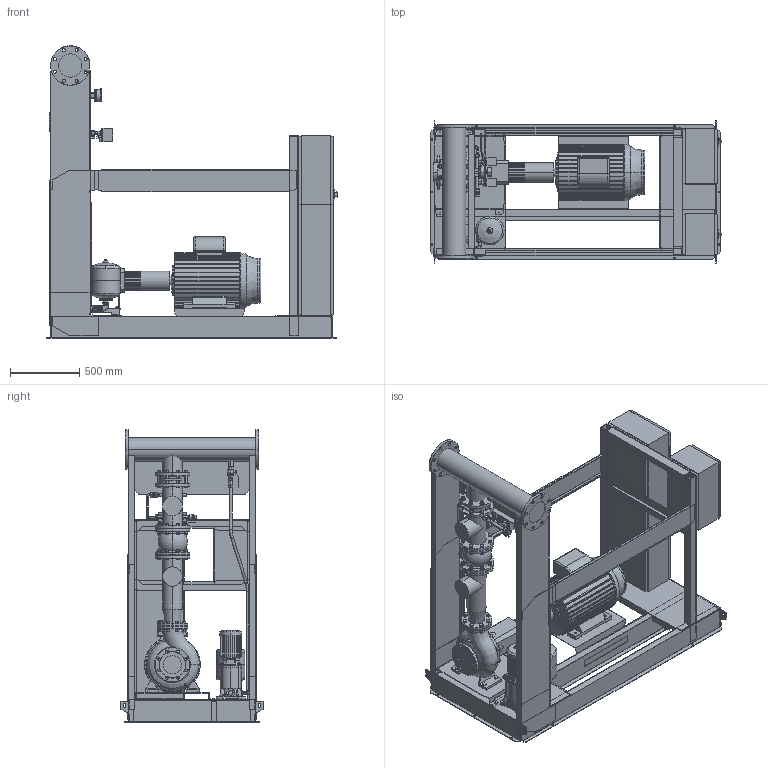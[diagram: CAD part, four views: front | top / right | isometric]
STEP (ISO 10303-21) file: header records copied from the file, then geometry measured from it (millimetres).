
FILE_DESCRIPTION((''),'2;1');
FILE_NAME('3d_Sifire-EN-100_200-194-37_0.75EJ-4183769.stp','2015-05-26T07:15:02',(''),(''),'Mechanical Desktop 2009','Mechanical Desktop 2009',', , ');
FILE_SCHEMA(('CONFIG_CONTROL_DESIGN'));
Length unit declared in the file: millimetre
Products named in the file (1): Product
Bounding box: 2105.5 x 1026 x 2112.5 mm (x, y, z)
Volume: 379769773.7 mm3; surface area: 27480561.7 mm2
Topology: 185 solids, 185 shells, 4334 faces, 10514 edges, 6636 vertices
Faces by surface type: plane 1602, bspline 1239, cylinder 897, cone 464, torus 102, sphere 30
Entity records: 139348 total; most frequent: CARTESIAN_POINT 43644, ORIENTED_EDGE 20976, DIRECTION 18314, EDGE_CURVE 10488, VERTEX_POINT 6635, AXIS2_PLACEMENT_3D 6416, VECTOR 5482, LINE 5482
